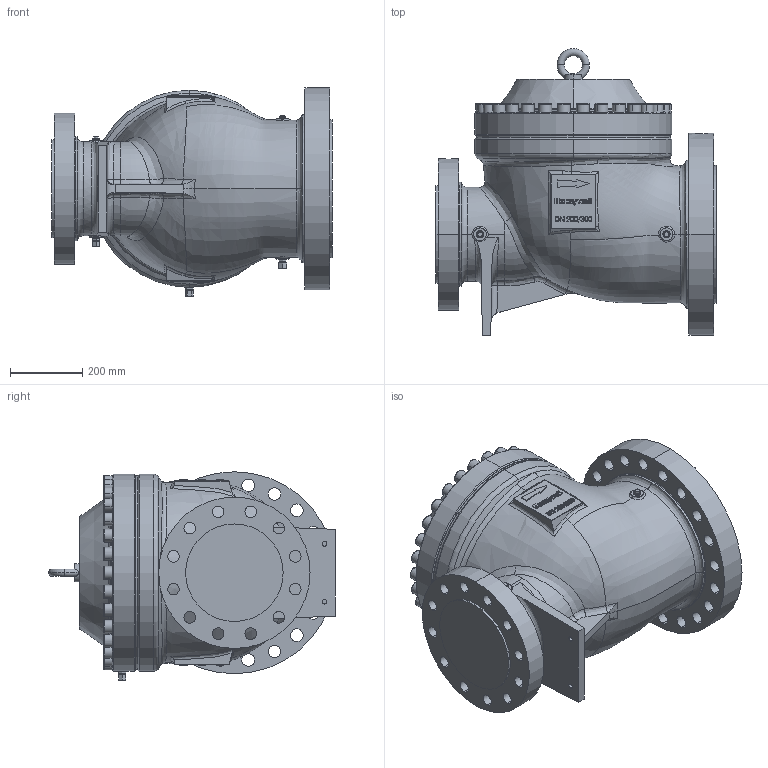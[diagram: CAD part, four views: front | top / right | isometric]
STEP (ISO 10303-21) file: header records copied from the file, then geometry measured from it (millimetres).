
FILE_DESCRIPTION (( 'STEP AP214' ), '1' );
FILE_NAME ('HON502_DN200-300_class600_right_execution.STEP', '2020-01-30T12:38:33', ( '' ), ( '' ), 'SwSTEP 2.0', 'SolidWorks 2017', '' );
FILE_SCHEMA (( 'AUTOMOTIVE_DESIGN' ));
Length unit declared in the file: millimetre
Products named in the file (1): HON502_DN200-300_class600_right_execution
Bounding box: 775 x 793.5 x 577 mm (x, y, z)
Volume: 143846207.4 mm3; surface area: 2426589.2 mm2
Topology: 1 solids, 1 shells, 1641 faces, 4123 edges, 2517 vertices
Faces by surface type: plane 812, bspline 341, cylinder 232, cone 168, torus 86, sphere 2
Entity records: 279467 total; most frequent: CARTESIAN_POINT 232540, ORIENTED_EDGE 8096, DIRECTION 6714, EDGE_CURVE 4048, VERTEX_POINT 2517, AXIS2_PLACEMENT_3D 2323, VECTOR 2068, LINE 2068
